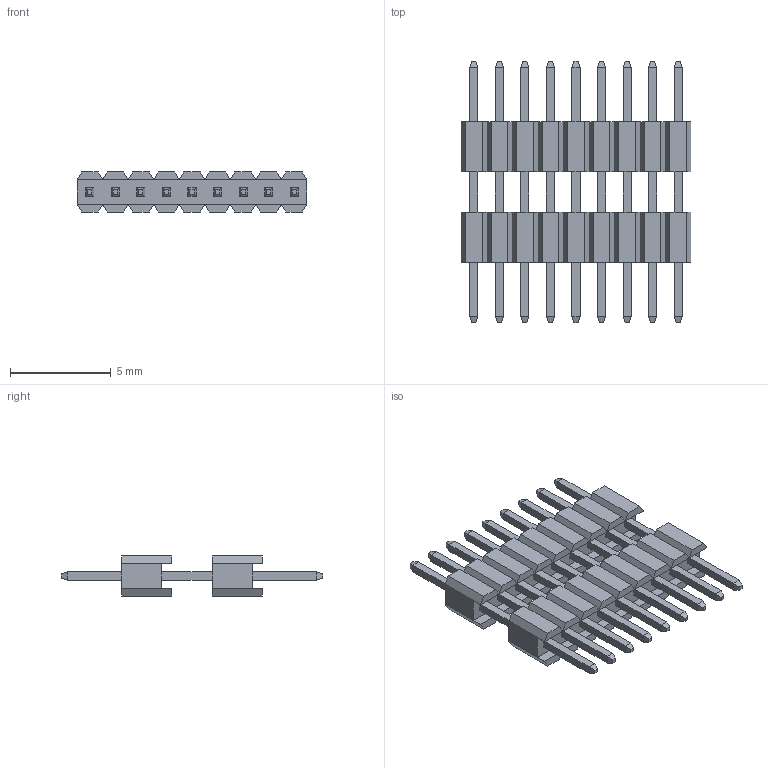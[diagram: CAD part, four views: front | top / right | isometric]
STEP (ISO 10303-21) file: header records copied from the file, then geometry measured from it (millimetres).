
FILE_DESCRIPTION((''),'2;1');
FILE_NAME('FPH12728-S09S1014050710B','2023-11-01T',('工程三'),(''),'PRO/ENGINEER BY PARAMETRIC TECHNOLOGY CORPORATION, 2010280','PRO/ENGINEER BY PARAMETRIC TECHNOLOGY CORPORATION, 2010280','');
FILE_SCHEMA(('CONFIG_CONTROL_DESIGN'));
Length unit declared in the file: millimetre
Products named in the file (1): FPH12728-S09S1014050710B
Bounding box: 11.43 x 13 x 2 mm (x, y, z)
Volume: 105.3 mm3; surface area: 395.3 mm2
Topology: 1 solids, 1 shells, 322 faces, 828 edges, 528 vertices
Faces by surface type: plane 322
Entity records: 9546 total; most frequent: CARTESIAN_POINT 1678, ORIENTED_EDGE 1656, DIRECTION 1472, VECTOR 828, LINE 828, EDGE_CURVE 828, VERTEX_POINT 528, EDGE_LOOP 358
